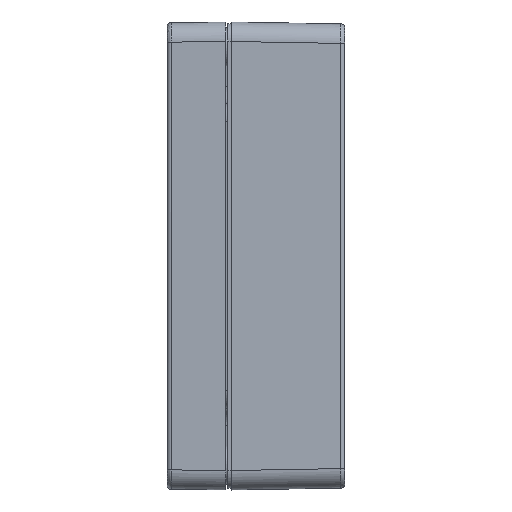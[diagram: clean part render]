
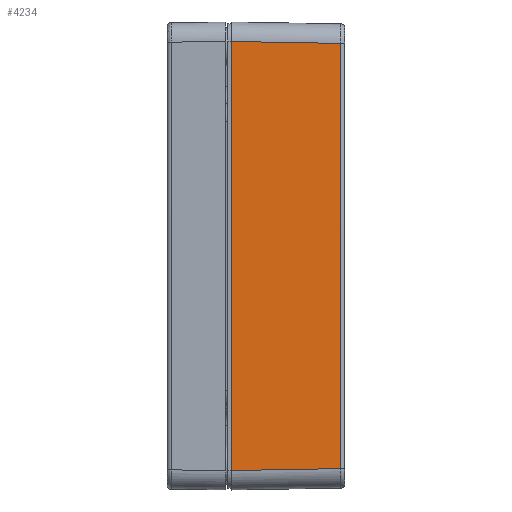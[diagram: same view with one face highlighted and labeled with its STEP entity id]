
A CAD part, left-side view. The second image highlights one B-rep face of the part: STEP entity #4234.
In plain terms, the highlighted planar face has unit normal (-1, -0.018, 0).
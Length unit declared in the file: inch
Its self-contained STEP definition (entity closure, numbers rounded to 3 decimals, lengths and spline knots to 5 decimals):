
#460 = DIRECTION ( 'NONE',  ( -0.017, 1., 0.017 ) ) ;
#3820 = PLANE ( 'NONE',  #13353 ) ;
#4234 = ADVANCED_FACE ( 'NONE', ( #39967 ), #3820, .T. ) ;
#8894 = LINE ( 'NONE', #41908, #23367 ) ;
#13353 = AXIS2_PLACEMENT_3D ( 'NONE', #65313, #24227, #28925 ) ;
#15683 = DIRECTION ( 'NONE',  ( -0.017, 1., -0.017 ) ) ;
#16365 = LINE ( 'NONE', #47122, #50070 ) ;
#16733 = EDGE_CURVE ( 'NONE', #37814, #52119, #53371, .T. ) ;
#19483 = CARTESIAN_POINT ( 'NONE',  ( -0.48294, -1.14439, -0.2626 ) ) ;
#20157 = CARTESIAN_POINT ( 'NONE',  ( -0.50223, -0.03937, -0.28189 ) ) ;
#22131 = ORIENTED_EDGE ( 'NONE', *, *, #16733, .F. ) ;
#22671 = CARTESIAN_POINT ( 'NONE',  ( -0.48294, -1.14439, 0.70269 ) ) ;
#22996 = DIRECTION ( 'NONE',  ( 0., 0., -1. ) ) ;
#23367 = VECTOR ( 'NONE', #460, 39.37008 ) ;
#24227 = DIRECTION ( 'NONE',  ( -1., -0.017, 0. ) ) ;
#24269 = ORIENTED_EDGE ( 'NONE', *, *, #58864, .T. ) ;
#28644 = VECTOR ( 'NONE', #15683, 39.37008 ) ;
#28925 = DIRECTION ( 'NONE',  ( 0.017, -1., 0. ) ) ;
#34169 = VERTEX_POINT ( 'NONE', #60056 ) ;
#35255 = VECTOR ( 'NONE', #22996, 39.37008 ) ;
#36038 = EDGE_CURVE ( 'NONE', #52119, #44648, #60802, .T. ) ;
#36790 = DIRECTION ( 'NONE',  ( 0., 0., -1. ) ) ;
#37814 = VERTEX_POINT ( 'NONE', #49579 ) ;
#39116 = ORIENTED_EDGE ( 'NONE', *, *, #36038, .F. ) ;
#39967 = FACE_OUTER_BOUND ( 'NONE', #55661, .T. ) ;
#40877 = ORIENTED_EDGE ( 'NONE', *, *, #61672, .T. ) ;
#41908 = CARTESIAN_POINT ( 'NONE',  ( -0.48294, -1.14439, 4.03216 ) ) ;
#44648 = VERTEX_POINT ( 'NONE', #20157 ) ;
#47122 = CARTESIAN_POINT ( 'NONE',  ( -0.50223, -0.03937, -0.4794 ) ) ;
#49579 = CARTESIAN_POINT ( 'NONE',  ( -0.48294, -1.14439, 4.03216 ) ) ;
#50070 = VECTOR ( 'NONE', #36790, 39.37008 ) ;
#51113 = CARTESIAN_POINT ( 'NONE',  ( -0.50189, -0.05841, -0.28156 ) ) ;
#52119 = VERTEX_POINT ( 'NONE', #19483 ) ;
#53371 = LINE ( 'NONE', #22671, #35255 ) ;
#55661 = EDGE_LOOP ( 'NONE', ( #24269, #39116, #22131, #40877 ) ) ;
#58864 = EDGE_CURVE ( 'NONE', #34169, #44648, #16365, .T. ) ;
#60056 = CARTESIAN_POINT ( 'NONE',  ( -0.50223, -0.03937, 4.05144 ) ) ;
#60802 = LINE ( 'NONE', #51113, #28644 ) ;
#61672 = EDGE_CURVE ( 'NONE', #37814, #34169, #8894, .T. ) ;
#65313 = CARTESIAN_POINT ( 'NONE',  ( -0.50291, 0., -0.4794 ) ) ;
